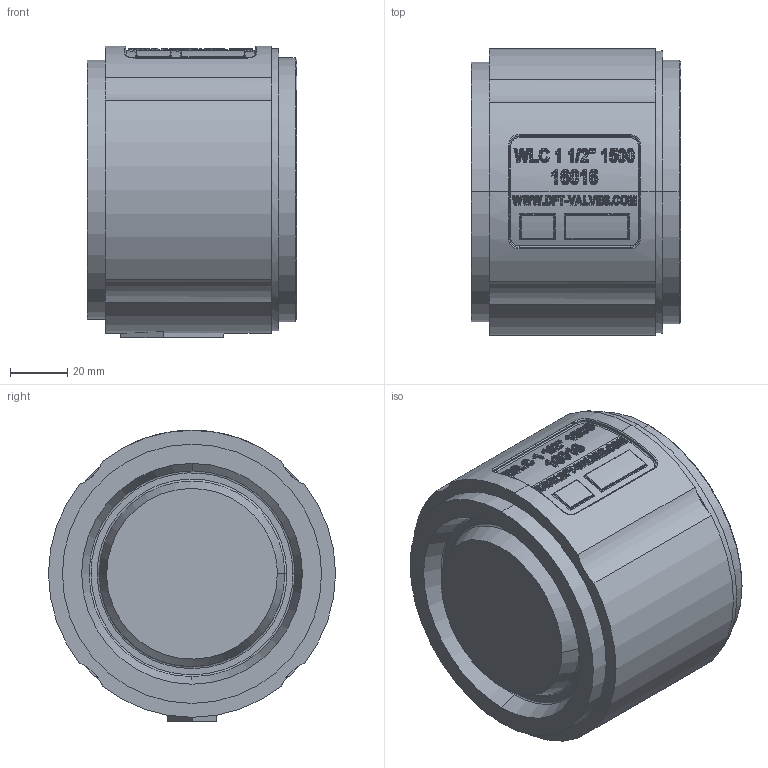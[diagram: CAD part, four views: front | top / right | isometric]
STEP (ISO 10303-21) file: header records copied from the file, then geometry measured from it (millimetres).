
FILE_DESCRIPTION (( 'STEP AP214' ), '1' );
FILE_NAME ('WLC 1.5-900_1500 RTJ.STEP', '2022-10-06T12:28:50', ( '' ), ( '' ), 'SwSTEP 2.0', 'SolidWorks 2017', '' );
FILE_SCHEMA (( 'AUTOMOTIVE_DESIGN' ));
Length unit declared in the file: inch
Products named in the file (1): WLC 1.5-900_1500 RTJ
Bounding box: 73.15 x 100.15 x 101.7 mm (x, y, z)
Volume: 537123.5 mm3; surface area: 42650.4 mm2
Topology: 1 solids, 1 shells, 1208 faces, 3741 edges, 2587 vertices
Faces by surface type: bspline 652, cylinder 300, plane 246, cone 10
Entity records: 74832 total; most frequent: CARTESIAN_POINT 48930, ORIENTED_EDGE 7482, EDGE_CURVE 3741, VERTEX_POINT 2587, B_SPLINE_CURVE_WITH_KNOTS 2436, DIRECTION 2379, EDGE_LOOP 1260, ADVANCED_FACE 1208
